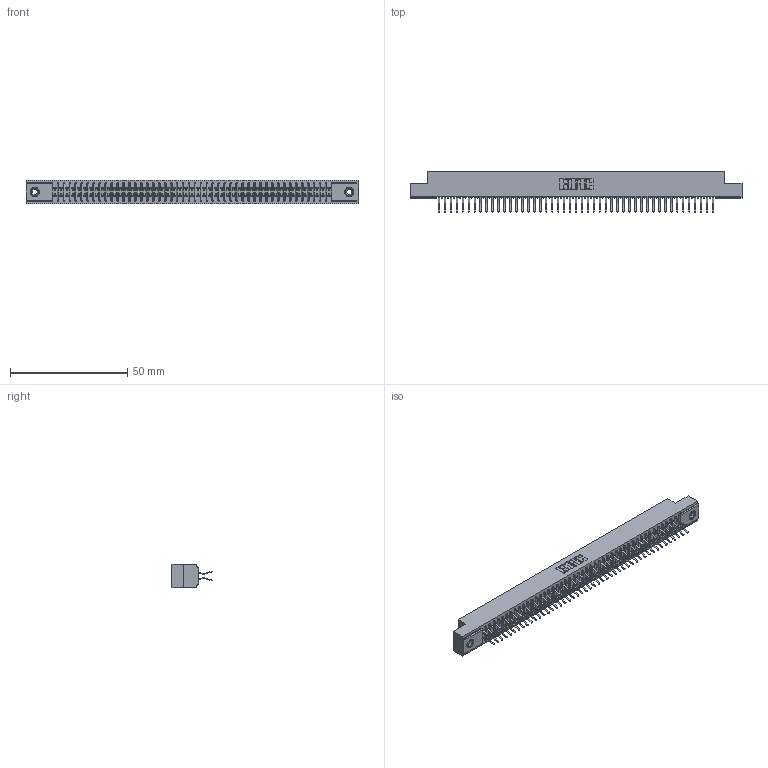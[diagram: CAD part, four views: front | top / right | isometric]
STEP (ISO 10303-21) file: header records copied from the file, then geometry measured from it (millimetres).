
FILE_DESCRIPTION (( 'STEP AP203' ), '1' );
FILE_NAME ('391-094-556-208.STEP', '2018-08-09T18:23:25', ( '' ), ( '' ), 'SwSTEP 2.0', 'SolidWorks 2016', '' );
FILE_SCHEMA (( 'CONFIG_CONTROL_DESIGN' ));
Length unit declared in the file: inch
Products named in the file (4): 391-094-556-208; 341 Part_.156 (3.96) Dia Mounting Holes; 341-292-001_341-292-156; 345-250-001_345-250-003-102
Assembly tree (97 placements, depth 2):
  391-094-556-208
    341 Part_.156 (3.96) Dia Mounting Holes
    341-292-001_341-292-156  x94
    345-250-001_345-250-003-102  x2
Bounding box: 141.6 x 17.07 x 10.16 mm (x, y, z)
Volume: 10484.7 mm3; surface area: 19012.9 mm2
Topology: 97 solids, 97 shells, 6756 faces, 19581 edges, 12698 vertices
Faces by surface type: plane 3860, cylinder 2692, sphere 96, torus 96, cone 12
Entity records: 57539 total; most frequent: CARTESIAN_POINT 9548, ORIENTED_EDGE 9482, DIRECTION 9277, EDGE_CURVE 4741, LINE 3827, VECTOR 3827, VERTEX_POINT 2996, AXIS2_PLACEMENT_3D 2725
